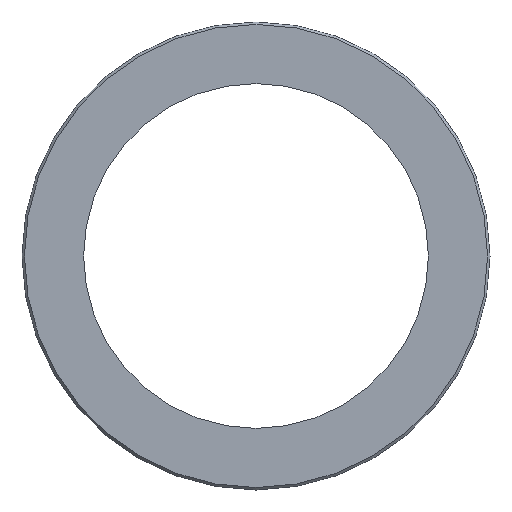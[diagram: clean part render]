
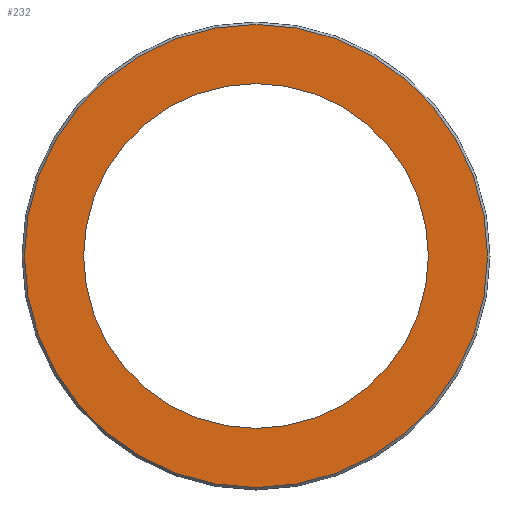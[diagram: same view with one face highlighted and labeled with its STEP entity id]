
A CAD part, front view. The second image highlights one B-rep face of the part: STEP entity #232.
In plain terms, the highlighted planar face has unit normal (0, -1, 0).
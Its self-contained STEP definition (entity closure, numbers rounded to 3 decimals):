
#21=FACE_BOUND('',#44,.T.);
#25=PLANE('',#268);
#30=FACE_OUTER_BOUND('',#43,.T.);
#43=EDGE_LOOP('',(#165));
#44=EDGE_LOOP('',(#166,#167));
#77=CIRCLE('',#267,47.);
#78=CIRCLE('',#269,35.);
#79=CIRCLE('',#270,35.);
#103=VERTEX_POINT('',#397);
#104=VERTEX_POINT('',#401);
#105=VERTEX_POINT('',#402);
#129=EDGE_CURVE('',#103,#103,#77,.T.);
#130=EDGE_CURVE('',#104,#105,#78,.T.);
#131=EDGE_CURVE('',#105,#104,#79,.T.);
#165=ORIENTED_EDGE('',*,*,#129,.F.);
#166=ORIENTED_EDGE('',*,*,#130,.T.);
#167=ORIENTED_EDGE('',*,*,#131,.T.);
#232=ADVANCED_FACE('',(#30,#21),#25,.T.);
#267=AXIS2_PLACEMENT_3D('',#399,#312,#313);
#268=AXIS2_PLACEMENT_3D('',#400,#314,#315);
#269=AXIS2_PLACEMENT_3D('',#403,#316,#317);
#270=AXIS2_PLACEMENT_3D('',#404,#318,#319);
#312=DIRECTION('center_axis',(0.,1.,0.));
#313=DIRECTION('ref_axis',(1.,0.,0.));
#314=DIRECTION('center_axis',(0.,-1.,0.));
#315=DIRECTION('ref_axis',(0.,0.,-1.));
#316=DIRECTION('center_axis',(0.,1.,0.));
#317=DIRECTION('ref_axis',(1.,0.,0.));
#318=DIRECTION('center_axis',(0.,1.,0.));
#319=DIRECTION('ref_axis',(1.,0.,0.));
#397=CARTESIAN_POINT('',(-47.,0.,0.));
#399=CARTESIAN_POINT('Origin',(0.,0.,0.));
#400=CARTESIAN_POINT('Origin',(-47.5,0.,0.));
#401=CARTESIAN_POINT('',(-35.,0.,0.));
#402=CARTESIAN_POINT('',(35.,0.,0.));
#403=CARTESIAN_POINT('Origin',(0.,0.,0.));
#404=CARTESIAN_POINT('Origin',(0.,0.,0.));
